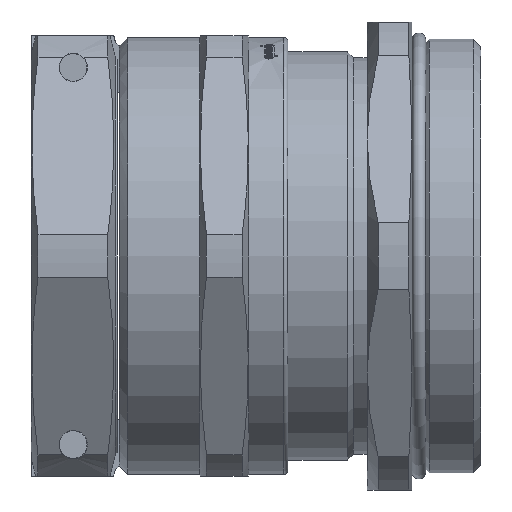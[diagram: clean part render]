
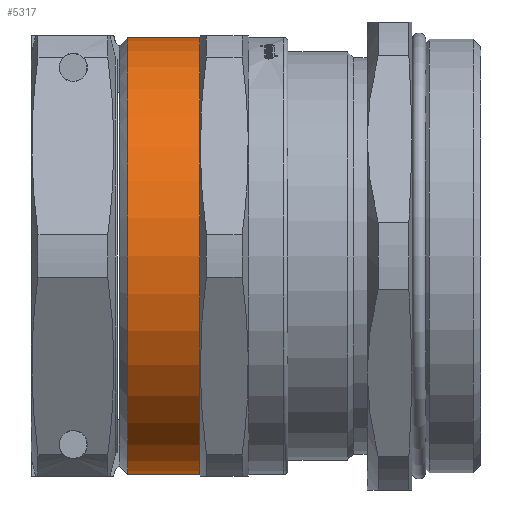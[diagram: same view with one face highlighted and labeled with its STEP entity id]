
A CAD part, front view. The second image highlights one B-rep face of the part: STEP entity #5317.
In plain terms, the highlighted cylindrical face has radius 31.75 mm (diameter 63.5 mm), a full revolution.
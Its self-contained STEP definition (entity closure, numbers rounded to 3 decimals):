
#1128=FACE_BOUND('',#1801,.T.);
#1437=FACE_OUTER_BOUND('',#1800,.T.);
#1800=EDGE_LOOP('',(#4820));
#1801=EDGE_LOOP('',(#4821));
#1898=CIRCLE('',#5484,31.75);
#2134=CIRCLE('',#5980,31.75);
#2246=VERTEX_POINT('',#7954);
#2660=VERTEX_POINT('',#9643);
#2788=EDGE_CURVE('',#2246,#2246,#1898,.T.);
#3415=EDGE_CURVE('',#2660,#2660,#2134,.T.);
#4820=ORIENTED_EDGE('',*,*,#3415,.F.);
#4821=ORIENTED_EDGE('',*,*,#2788,.T.);
#5023=CYLINDRICAL_SURFACE('',#5979,31.75);
#5317=ADVANCED_FACE('',(#1437,#1128),#5023,.T.);
#5484=AXIS2_PLACEMENT_3D('',#7955,#6265,#6266);
#5979=AXIS2_PLACEMENT_3D('',#9642,#7560,#7561);
#5980=AXIS2_PLACEMENT_3D('',#9644,#7562,#7563);
#6265=DIRECTION('center_axis',(1.,0.,0.));
#6266=DIRECTION('ref_axis',(0.,0.,-1.));
#7560=DIRECTION('center_axis',(1.,0.,0.));
#7561=DIRECTION('ref_axis',(0.,1.,0.));
#7562=DIRECTION('center_axis',(1.,0.,0.));
#7563=DIRECTION('ref_axis',(0.,0.,-1.));
#7954=CARTESIAN_POINT('',(14.,31.75,0.));
#7955=CARTESIAN_POINT('Origin',(14.,0.,0.));
#9642=CARTESIAN_POINT('Origin',(19.25,0.,0.));
#9643=CARTESIAN_POINT('',(24.5,31.75,0.));
#9644=CARTESIAN_POINT('Origin',(24.5,0.,0.));
